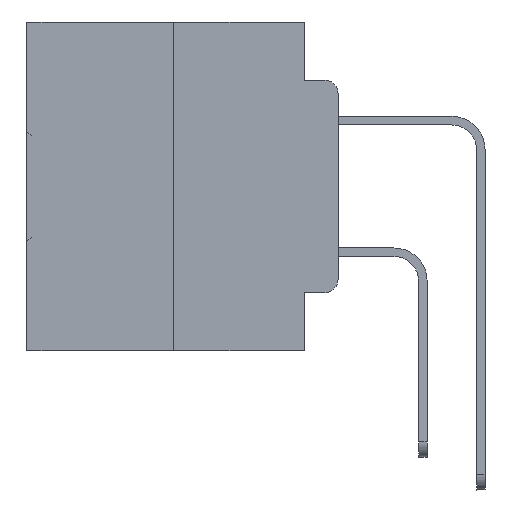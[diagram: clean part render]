
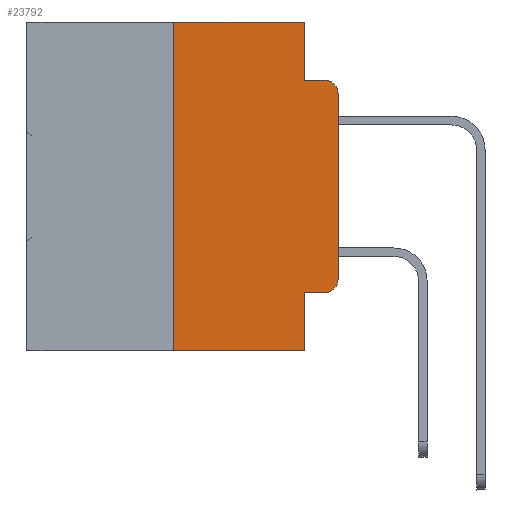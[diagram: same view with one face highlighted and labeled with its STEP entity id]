
A CAD part, left-side view. The second image highlights one B-rep face of the part: STEP entity #23792.
In plain terms, the highlighted planar face has unit normal (-1, 0, 0).
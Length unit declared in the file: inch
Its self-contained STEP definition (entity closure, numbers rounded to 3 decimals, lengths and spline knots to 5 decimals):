
#126 = CARTESIAN_POINT ( 'NONE',  ( 0., 0.02, -0.3915 ) ) ;
#1138 = DIRECTION ( 'NONE',  ( 0., -1., 0. ) ) ;
#1173 = CARTESIAN_POINT ( 'NONE',  ( 0., 0.25, -0.5 ) ) ;
#1427 = CARTESIAN_POINT ( 'NONE',  ( 0., 0.051, -0.4115 ) ) ;
#1940 = CARTESIAN_POINT ( 'NONE',  ( 0., 0.02, -0.1085 ) ) ;
#2884 = DIRECTION ( 'NONE',  ( 0., 0., -1. ) ) ;
#3005 = DIRECTION ( 'NONE',  ( 1., 0., 0. ) ) ;
#3921 = CARTESIAN_POINT ( 'NONE',  ( 0., 0.051, 0. ) ) ;
#4020 = LINE ( 'NONE', #17486, #24844 ) ;
#4464 = EDGE_CURVE ( 'NONE', #10822, #14563, #29834, .T. ) ;
#4493 = VECTOR ( 'NONE', #12467, 39.37008 ) ;
#4694 = DIRECTION ( 'NONE',  ( 0., 0., -1. ) ) ;
#4787 = CARTESIAN_POINT ( 'NONE',  ( 0., 0.051, -0.4115 ) ) ;
#5361 = CARTESIAN_POINT ( 'NONE',  ( 0., 0., -0.1085 ) ) ;
#6018 = LINE ( 'NONE', #13941, #19642 ) ;
#6587 = EDGE_CURVE ( 'NONE', #13450, #31764, #6018, .T. ) ;
#7354 = EDGE_LOOP ( 'NONE', ( #26639, #8055, #13488, #7456, #22382, #13558, #18344, #18857, #20080, #14844 ) ) ;
#7456 = ORIENTED_EDGE ( 'NONE', *, *, #13877, .F. ) ;
#8049 = VECTOR ( 'NONE', #28202, 39.37008 ) ;
#8055 = ORIENTED_EDGE ( 'NONE', *, *, #12177, .T. ) ;
#8323 = VECTOR ( 'NONE', #23782, 39.37008 ) ;
#8549 = CARTESIAN_POINT ( 'NONE',  ( 0., 0., -0.3915 ) ) ;
#8906 = LINE ( 'NONE', #3921, #8049 ) ;
#10822 = VERTEX_POINT ( 'NONE', #1427 ) ;
#11216 = CARTESIAN_POINT ( 'NONE',  ( 0., 0.02, -0.0885 ) ) ;
#11338 = EDGE_CURVE ( 'NONE', #10822, #25784, #8906, .T. ) ;
#12177 = EDGE_CURVE ( 'NONE', #28980, #15766, #24097, .T. ) ;
#12467 = DIRECTION ( 'NONE',  ( 0., -1., 0. ) ) ;
#13375 = CARTESIAN_POINT ( 'NONE',  ( 0., 0.051, -0.0885 ) ) ;
#13450 = VERTEX_POINT ( 'NONE', #1173 ) ;
#13488 = ORIENTED_EDGE ( 'NONE', *, *, #18748, .F. ) ;
#13558 = ORIENTED_EDGE ( 'NONE', *, *, #6587, .F. ) ;
#13793 = LINE ( 'NONE', #20212, #28056 ) ;
#13877 = EDGE_CURVE ( 'NONE', #18922, #28328, #21497, .T. ) ;
#13941 = CARTESIAN_POINT ( 'NONE',  ( 0., 0.25, 0. ) ) ;
#13966 = CARTESIAN_POINT ( 'NONE',  ( 0., 0.473, 0. ) ) ;
#14065 = CARTESIAN_POINT ( 'NONE',  ( 0., 0., 0. ) ) ;
#14563 = VERTEX_POINT ( 'NONE', #19244 ) ;
#14844 = ORIENTED_EDGE ( 'NONE', *, *, #17313, .T. ) ;
#15766 = VERTEX_POINT ( 'NONE', #11216 ) ;
#16647 = DIRECTION ( 'NONE',  ( 0., 0., 1. ) ) ;
#16680 = PLANE ( 'NONE',  #33663 ) ;
#17313 = EDGE_CURVE ( 'NONE', #14563, #33651, #18474, .T. ) ;
#17395 = CARTESIAN_POINT ( 'NONE',  ( 0., 0.051, -0.5 ) ) ;
#17486 = CARTESIAN_POINT ( 'NONE',  ( 0., 0.473, -0.5 ) ) ;
#18344 = ORIENTED_EDGE ( 'NONE', *, *, #22124, .T. ) ;
#18474 = CIRCLE ( 'NONE', #28655, 0.02 ) ;
#18748 = EDGE_CURVE ( 'NONE', #28328, #15766, #13793, .T. ) ;
#18857 = ORIENTED_EDGE ( 'NONE', *, *, #11338, .F. ) ;
#18922 = VERTEX_POINT ( 'NONE', #25994 ) ;
#19242 = DIRECTION ( 'NONE',  ( -1., 0., 0. ) ) ;
#19244 = CARTESIAN_POINT ( 'NONE',  ( 0., 0.02, -0.4115 ) ) ;
#19642 = VECTOR ( 'NONE', #16647, 39.37008 ) ;
#20080 = ORIENTED_EDGE ( 'NONE', *, *, #4464, .T. ) ;
#20174 = DIRECTION ( 'NONE',  ( 0., -1., 0. ) ) ;
#20212 = CARTESIAN_POINT ( 'NONE',  ( 0., 0.051, -0.0885 ) ) ;
#20580 = CARTESIAN_POINT ( 'NONE',  ( 0., 0.473, 0. ) ) ;
#20994 = DIRECTION ( 'NONE',  ( -1., 0., 0. ) ) ;
#21049 = CARTESIAN_POINT ( 'NONE',  ( 0., 0.25, 0. ) ) ;
#21497 = LINE ( 'NONE', #24567, #34007 ) ;
#21757 = FACE_OUTER_BOUND ( 'NONE', #7354, .T. ) ;
#22040 = DIRECTION ( 'NONE',  ( 0., 0., -1. ) ) ;
#22124 = EDGE_CURVE ( 'NONE', #13450, #25784, #4020, .T. ) ;
#22382 = ORIENTED_EDGE ( 'NONE', *, *, #27098, .F. ) ;
#23782 = DIRECTION ( 'NONE',  ( 0., -1., 0. ) ) ;
#23792 = ADVANCED_FACE ( 'NONE', ( #21757 ), #16680, .F. ) ;
#24097 = CIRCLE ( 'NONE', #25636, 0.02 ) ;
#24567 = CARTESIAN_POINT ( 'NONE',  ( 0., 0.051, 0. ) ) ;
#24643 = VECTOR ( 'NONE', #30092, 39.37008 ) ;
#24844 = VECTOR ( 'NONE', #20174, 39.37008 ) ;
#25636 = AXIS2_PLACEMENT_3D ( 'NONE', #1940, #20994, #4694 ) ;
#25784 = VERTEX_POINT ( 'NONE', #17395 ) ;
#25994 = CARTESIAN_POINT ( 'NONE',  ( 0., 0.051, 0. ) ) ;
#26639 = ORIENTED_EDGE ( 'NONE', *, *, #30416, .T. ) ;
#27098 = EDGE_CURVE ( 'NONE', #31764, #18922, #33190, .T. ) ;
#28056 = VECTOR ( 'NONE', #1138, 39.37008 ) ;
#28202 = DIRECTION ( 'NONE',  ( 0., 0., -1. ) ) ;
#28328 = VERTEX_POINT ( 'NONE', #13375 ) ;
#28655 = AXIS2_PLACEMENT_3D ( 'NONE', #126, #19242, #2884 ) ;
#28980 = VERTEX_POINT ( 'NONE', #5361 ) ;
#29834 = LINE ( 'NONE', #4787, #8323 ) ;
#30092 = DIRECTION ( 'NONE',  ( 0., 0., 1. ) ) ;
#30416 = EDGE_CURVE ( 'NONE', #33651, #28980, #31710, .T. ) ;
#31710 = LINE ( 'NONE', #14065, #24643 ) ;
#31764 = VERTEX_POINT ( 'NONE', #21049 ) ;
#32456 = DIRECTION ( 'NONE',  ( 0., 0., -1. ) ) ;
#33190 = LINE ( 'NONE', #20580, #4493 ) ;
#33651 = VERTEX_POINT ( 'NONE', #8549 ) ;
#33663 = AXIS2_PLACEMENT_3D ( 'NONE', #13966, #3005, #22040 ) ;
#34007 = VECTOR ( 'NONE', #32456, 39.37008 ) ;
